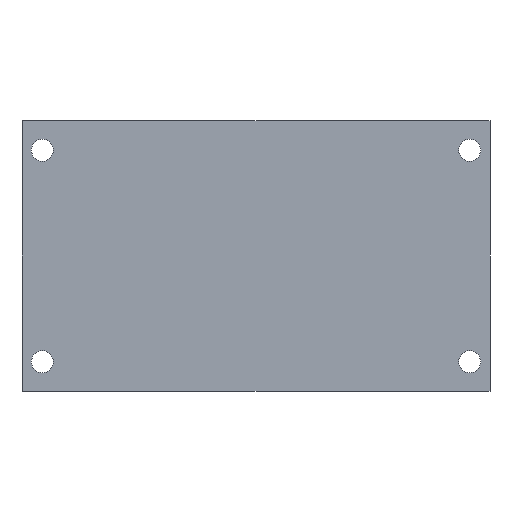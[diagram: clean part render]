
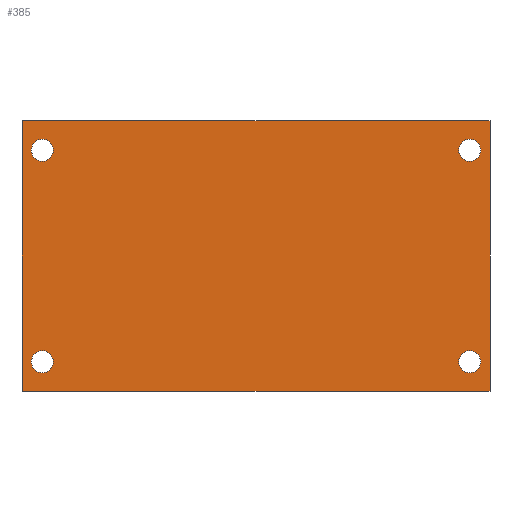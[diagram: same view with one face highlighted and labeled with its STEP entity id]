
A CAD part, front view. The second image highlights one B-rep face of the part: STEP entity #385.
In plain terms, the highlighted planar face has unit normal (0, -1, 0).
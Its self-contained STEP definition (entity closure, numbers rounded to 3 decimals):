
#42=FACE_BOUND('',#120,.T.);
#43=FACE_BOUND('',#121,.T.);
#44=FACE_BOUND('',#122,.T.);
#45=FACE_BOUND('',#123,.T.);
#53=CIRCLE('',#412,1.35);
#55=CIRCLE('',#415,1.35);
#56=CIRCLE('',#417,1.35);
#58=CIRCLE('',#420,1.35);
#82=FACE_OUTER_BOUND('',#119,.T.);
#119=EDGE_LOOP('',(#324,#325,#326,#327));
#120=EDGE_LOOP('',(#328));
#121=EDGE_LOOP('',(#329));
#122=EDGE_LOOP('',(#330));
#123=EDGE_LOOP('',(#331));
#148=LINE('',#608,#172);
#152=LINE('',#617,#176);
#163=LINE('',#636,#187);
#166=LINE('',#641,#190);
#172=VECTOR('',#489,33.2);
#176=VECTOR('',#495,33.2);
#187=VECTOR('',#512,57.5);
#190=VECTOR('',#517,57.5);
#198=VERTEX_POINT('',#590);
#200=VERTEX_POINT('',#595);
#201=VERTEX_POINT('',#598);
#203=VERTEX_POINT('',#603);
#204=VERTEX_POINT('',#606);
#205=VERTEX_POINT('',#607);
#208=VERTEX_POINT('',#615);
#209=VERTEX_POINT('',#616);
#232=EDGE_CURVE('',#198,#198,#53,.T.);
#234=EDGE_CURVE('',#200,#200,#55,.T.);
#235=EDGE_CURVE('',#201,#201,#56,.T.);
#237=EDGE_CURVE('',#203,#203,#58,.T.);
#238=EDGE_CURVE('',#204,#205,#148,.T.);
#242=EDGE_CURVE('',#208,#209,#152,.T.);
#253=EDGE_CURVE('',#205,#208,#163,.T.);
#256=EDGE_CURVE('',#209,#204,#166,.T.);
#324=ORIENTED_EDGE('',*,*,#253,.F.);
#325=ORIENTED_EDGE('',*,*,#238,.F.);
#326=ORIENTED_EDGE('',*,*,#256,.F.);
#327=ORIENTED_EDGE('',*,*,#242,.F.);
#328=ORIENTED_EDGE('',*,*,#234,.T.);
#329=ORIENTED_EDGE('',*,*,#237,.T.);
#330=ORIENTED_EDGE('',*,*,#235,.T.);
#331=ORIENTED_EDGE('',*,*,#232,.T.);
#361=PLANE('',#429);
#385=ADVANCED_FACE('',(#82,#42,#43,#44,#45),#361,.T.);
#412=AXIS2_PLACEMENT_3D('',#591,#469,#470);
#415=AXIS2_PLACEMENT_3D('',#596,#475,#476);
#417=AXIS2_PLACEMENT_3D('',#599,#479,#480);
#420=AXIS2_PLACEMENT_3D('',#604,#485,#486);
#429=AXIS2_PLACEMENT_3D('',#645,#523,#524);
#469=DIRECTION('center_axis',(0.,1.,0.));
#470=DIRECTION('ref_axis',(-1.,0.,0.));
#475=DIRECTION('center_axis',(0.,1.,0.));
#476=DIRECTION('ref_axis',(-1.,0.,0.));
#479=DIRECTION('center_axis',(0.,1.,0.));
#480=DIRECTION('ref_axis',(-1.,0.,0.));
#485=DIRECTION('center_axis',(0.,1.,0.));
#486=DIRECTION('ref_axis',(-1.,0.,0.));
#489=DIRECTION('',(0.,0.,1.));
#495=DIRECTION('',(0.,0.,-1.));
#512=DIRECTION('',(1.,0.,0.));
#517=DIRECTION('',(-1.,0.,0.));
#523=DIRECTION('center_axis',(0.,-1.,0.));
#524=DIRECTION('ref_axis',(0.,0.,-1.));
#590=CARTESIAN_POINT('',(51.35,0.,-29.6));
#591=CARTESIAN_POINT('Origin',(50.,0.,-29.6));
#595=CARTESIAN_POINT('',(-1.15,0.,-29.6));
#596=CARTESIAN_POINT('Origin',(-2.5,0.,-29.6));
#598=CARTESIAN_POINT('',(51.35,0.,-3.6));
#599=CARTESIAN_POINT('Origin',(50.,0.,-3.6));
#603=CARTESIAN_POINT('',(-1.15,0.,-3.6));
#604=CARTESIAN_POINT('Origin',(-2.5,0.,-3.6));
#606=CARTESIAN_POINT('',(-5.,0.,-33.2));
#607=CARTESIAN_POINT('',(-5.,0.,0.));
#608=CARTESIAN_POINT('',(-5.,0.,-33.2));
#615=CARTESIAN_POINT('',(52.5,0.,0.));
#616=CARTESIAN_POINT('',(52.5,0.,-33.2));
#617=CARTESIAN_POINT('',(52.5,0.,0.));
#636=CARTESIAN_POINT('',(0.,0.,0.));
#641=CARTESIAN_POINT('',(52.5,0.,-33.2));
#645=CARTESIAN_POINT('Origin',(23.75,0.,-16.6));
